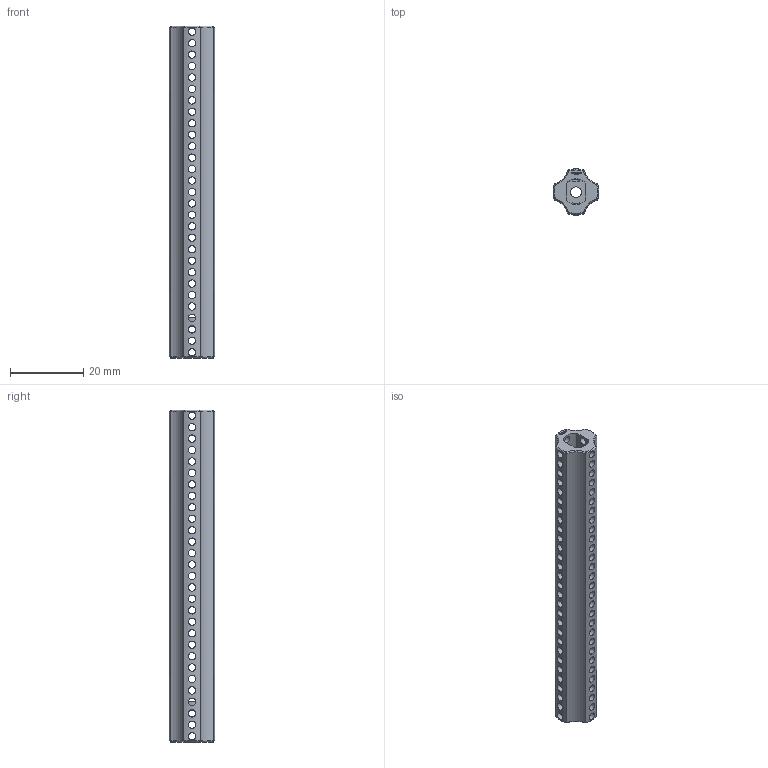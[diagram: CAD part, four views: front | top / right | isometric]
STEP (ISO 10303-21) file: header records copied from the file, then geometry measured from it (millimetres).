
FILE_DESCRIPTION(('FreeCAD Model'),'2;1');
FILE_NAME('Open CASCADE Shape Model','2024-06-16T01:02:21',(''),(''), 'Open CASCADE STEP processor 7.6','FreeCAD','Unknown');
FILE_SCHEMA(('AUTOMOTIVE_DESIGN { 1 0 10303 214 1 1 1 1 }'));
Length unit declared in the file: millimetre
Products named in the file (1): Power-Transmission Hub PLN IDX FXD TTMotor BU07.25 - SPN-PTH-0228 
(stemfie.org)
Bounding box: 12.5 x 12.5 x 90.62 mm (x, y, z)
Volume: 5546.7 mm3; surface area: 7264.4 mm2
Topology: 1 solids, 1 shells, 634 faces, 1873 edges, 1262 vertices
Faces by surface type: plane 317, extrusion 158, cylinder 137, cone 22
Full cylindrical faces by diameter (mm): 2 x116, 3 x1
Entity records: 31308 total; most frequent: CARTESIAN_POINT 14854, ORIENTED_EDGE 3746, DIRECTION 2547, EDGE_CURVE 1873, VECTOR 1299, VERTEX_POINT 1262, LINE 1141, FACE_BOUND 889
